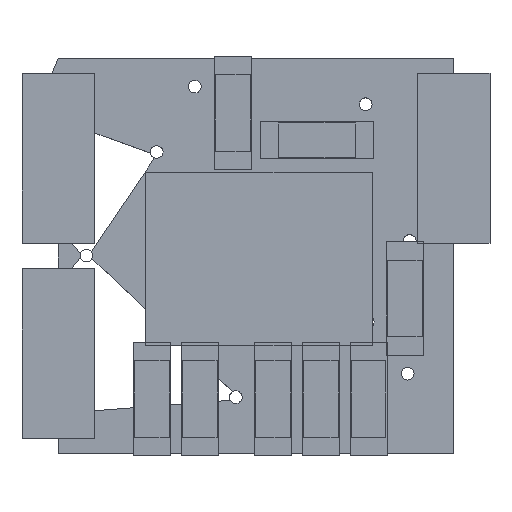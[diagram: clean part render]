
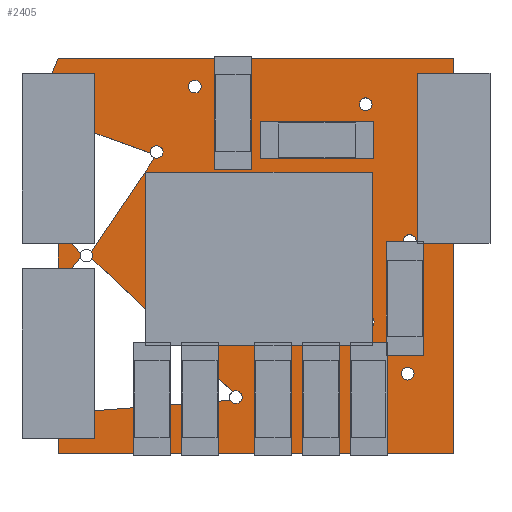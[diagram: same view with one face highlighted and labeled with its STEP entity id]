
A CAD part, top view. The second image highlights one B-rep face of the part: STEP entity #2405.
In plain terms, the highlighted planar face has unit normal (0, 0, 1).
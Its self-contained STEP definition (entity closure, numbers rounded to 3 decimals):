
#256=LINE('',#3756,#508);
#259=LINE('',#3762,#511);
#263=LINE('',#3794,#515);
#264=LINE('',#3796,#516);
#508=VECTOR('',#3122,1.);
#511=VECTOR('',#3127,1.);
#515=VECTOR('',#3159,1.);
#516=VECTOR('',#3162,1.);
#554=FACE_BOUND('',#881,.T.);
#555=FACE_BOUND('',#882,.T.);
#556=FACE_BOUND('',#883,.T.);
#557=FACE_BOUND('',#884,.T.);
#558=FACE_BOUND('',#885,.T.);
#559=FACE_BOUND('',#886,.T.);
#560=FACE_BOUND('',#887,.T.);
#561=FACE_BOUND('',#888,.T.);
#562=FACE_BOUND('',#889,.T.);
#563=FACE_BOUND('',#890,.T.);
#564=FACE_BOUND('',#891,.T.);
#565=FACE_BOUND('',#892,.T.);
#722=FACE_OUTER_BOUND('',#880,.T.);
#880=EDGE_LOOP('',(#1938,#1939,#1940,#1941));
#881=EDGE_LOOP('',(#1942));
#882=EDGE_LOOP('',(#1943));
#883=EDGE_LOOP('',(#1944));
#884=EDGE_LOOP('',(#1945));
#885=EDGE_LOOP('',(#1946));
#886=EDGE_LOOP('',(#1947));
#887=EDGE_LOOP('',(#1948));
#888=EDGE_LOOP('',(#1949));
#889=EDGE_LOOP('',(#1950));
#890=EDGE_LOOP('',(#1951));
#891=EDGE_LOOP('',(#1952));
#892=EDGE_LOOP('',(#1953));
#934=CIRCLE('',#2590,0.165);
#935=CIRCLE('',#2591,0.165);
#936=CIRCLE('',#2592,0.165);
#937=CIRCLE('',#2593,0.165);
#938=CIRCLE('',#2594,0.165);
#939=CIRCLE('',#2595,0.165);
#940=CIRCLE('',#2596,0.165);
#941=CIRCLE('',#2597,0.165);
#942=CIRCLE('',#2598,0.508);
#943=CIRCLE('',#2599,0.508);
#944=CIRCLE('',#2600,0.508);
#945=CIRCLE('',#2601,0.508);
#1111=VERTEX_POINT('',#3750);
#1113=VERTEX_POINT('',#3754);
#1115=VERTEX_POINT('',#3759);
#1129=VERTEX_POINT('',#3792);
#1130=VERTEX_POINT('',#3797);
#1131=VERTEX_POINT('',#3799);
#1132=VERTEX_POINT('',#3801);
#1133=VERTEX_POINT('',#3803);
#1134=VERTEX_POINT('',#3805);
#1135=VERTEX_POINT('',#3807);
#1136=VERTEX_POINT('',#3809);
#1137=VERTEX_POINT('',#3811);
#1138=VERTEX_POINT('',#3813);
#1139=VERTEX_POINT('',#3815);
#1140=VERTEX_POINT('',#3817);
#1141=VERTEX_POINT('',#3819);
#1389=EDGE_CURVE('',#1111,#1113,#256,.T.);
#1392=EDGE_CURVE('',#1115,#1111,#259,.T.);
#1408=EDGE_CURVE('',#1113,#1129,#263,.T.);
#1409=EDGE_CURVE('',#1129,#1115,#264,.T.);
#1410=EDGE_CURVE('',#1130,#1130,#934,.T.);
#1411=EDGE_CURVE('',#1131,#1131,#935,.T.);
#1412=EDGE_CURVE('',#1132,#1132,#936,.T.);
#1413=EDGE_CURVE('',#1133,#1133,#937,.T.);
#1414=EDGE_CURVE('',#1134,#1134,#938,.T.);
#1415=EDGE_CURVE('',#1135,#1135,#939,.T.);
#1416=EDGE_CURVE('',#1136,#1136,#940,.T.);
#1417=EDGE_CURVE('',#1137,#1137,#941,.T.);
#1418=EDGE_CURVE('',#1138,#1138,#942,.T.);
#1419=EDGE_CURVE('',#1139,#1139,#943,.T.);
#1420=EDGE_CURVE('',#1140,#1140,#944,.T.);
#1421=EDGE_CURVE('',#1141,#1141,#945,.T.);
#1938=ORIENTED_EDGE('',*,*,#1389,.T.);
#1939=ORIENTED_EDGE('',*,*,#1408,.T.);
#1940=ORIENTED_EDGE('',*,*,#1409,.T.);
#1941=ORIENTED_EDGE('',*,*,#1392,.T.);
#1942=ORIENTED_EDGE('',*,*,#1410,.F.);
#1943=ORIENTED_EDGE('',*,*,#1411,.F.);
#1944=ORIENTED_EDGE('',*,*,#1412,.F.);
#1945=ORIENTED_EDGE('',*,*,#1413,.F.);
#1946=ORIENTED_EDGE('',*,*,#1414,.F.);
#1947=ORIENTED_EDGE('',*,*,#1415,.F.);
#1948=ORIENTED_EDGE('',*,*,#1416,.F.);
#1949=ORIENTED_EDGE('',*,*,#1417,.F.);
#1950=ORIENTED_EDGE('',*,*,#1418,.F.);
#1951=ORIENTED_EDGE('',*,*,#1419,.F.);
#1952=ORIENTED_EDGE('',*,*,#1420,.F.);
#1953=ORIENTED_EDGE('',*,*,#1421,.F.);
#2110=PLANE('',#2589);
#2405=ADVANCED_FACE('',(#722,#554,#555,#556,#557,#558,#559,#560,#561,#562,
#563,#564,#565),#2110,.F.);
#2589=AXIS2_PLACEMENT_3D('',#3795,#3160,#3161);
#2590=AXIS2_PLACEMENT_3D('',#3798,#3163,#3164);
#2591=AXIS2_PLACEMENT_3D('',#3800,#3165,#3166);
#2592=AXIS2_PLACEMENT_3D('',#3802,#3167,#3168);
#2593=AXIS2_PLACEMENT_3D('',#3804,#3169,#3170);
#2594=AXIS2_PLACEMENT_3D('',#3806,#3171,#3172);
#2595=AXIS2_PLACEMENT_3D('',#3808,#3173,#3174);
#2596=AXIS2_PLACEMENT_3D('',#3810,#3175,#3176);
#2597=AXIS2_PLACEMENT_3D('',#3812,#3177,#3178);
#2598=AXIS2_PLACEMENT_3D('',#3814,#3179,#3180);
#2599=AXIS2_PLACEMENT_3D('',#3816,#3181,#3182);
#2600=AXIS2_PLACEMENT_3D('',#3818,#3183,#3184);
#2601=AXIS2_PLACEMENT_3D('',#3820,#3185,#3186);
#3122=DIRECTION('',(1.,0.,0.));
#3127=DIRECTION('',(0.,-1.,0.));
#3159=DIRECTION('',(0.,1.,0.));
#3160=DIRECTION('center_axis',(0.,0.,-1.));
#3161=DIRECTION('ref_axis',(-1.,0.,0.));
#3162=DIRECTION('',(-1.,0.,0.));
#3163=DIRECTION('center_axis',(0.,0.,1.));
#3164=DIRECTION('ref_axis',(1.,0.,0.));
#3165=DIRECTION('center_axis',(0.,0.,1.));
#3166=DIRECTION('ref_axis',(1.,0.,0.));
#3167=DIRECTION('center_axis',(0.,0.,1.));
#3168=DIRECTION('ref_axis',(1.,0.,0.));
#3169=DIRECTION('center_axis',(0.,0.,1.));
#3170=DIRECTION('ref_axis',(1.,0.,0.));
#3171=DIRECTION('center_axis',(0.,0.,1.));
#3172=DIRECTION('ref_axis',(1.,0.,0.));
#3173=DIRECTION('center_axis',(0.,0.,1.));
#3174=DIRECTION('ref_axis',(1.,0.,0.));
#3175=DIRECTION('center_axis',(0.,0.,1.));
#3176=DIRECTION('ref_axis',(1.,0.,0.));
#3177=DIRECTION('center_axis',(0.,0.,1.));
#3178=DIRECTION('ref_axis',(1.,0.,0.));
#3179=DIRECTION('center_axis',(0.,0.,1.));
#3180=DIRECTION('ref_axis',(1.,0.,0.));
#3181=DIRECTION('center_axis',(0.,0.,1.));
#3182=DIRECTION('ref_axis',(1.,0.,0.));
#3183=DIRECTION('center_axis',(0.,0.,1.));
#3184=DIRECTION('ref_axis',(1.,0.,0.));
#3185=DIRECTION('center_axis',(0.,0.,1.));
#3186=DIRECTION('ref_axis',(1.,0.,0.));
#3750=CARTESIAN_POINT('',(0.,0.,1.572));
#3754=CARTESIAN_POINT('',(10.293,0.,1.572));
#3756=CARTESIAN_POINT('',(0.,0.,1.572));
#3759=CARTESIAN_POINT('',(0.,10.293,1.572));
#3762=CARTESIAN_POINT('',(0.,10.293,1.572));
#3792=CARTESIAN_POINT('',(10.293,10.293,1.572));
#3794=CARTESIAN_POINT('',(10.293,0.,1.572));
#3795=CARTESIAN_POINT('Origin',(0.,0.,1.572));
#3796=CARTESIAN_POINT('',(10.293,10.293,1.572));
#3797=CARTESIAN_POINT('',(9.258,2.083,1.572));
#3798=CARTESIAN_POINT('Origin',(9.093,2.083,1.572));
#3799=CARTESIAN_POINT('',(9.309,5.537,1.572));
#3800=CARTESIAN_POINT('Origin',(9.144,5.537,1.572));
#3801=CARTESIAN_POINT('',(8.166,9.093,1.572));
#3802=CARTESIAN_POINT('Origin',(8.001,9.093,1.572));
#3803=CARTESIAN_POINT('',(3.721,9.55,1.572));
#3804=CARTESIAN_POINT('Origin',(3.556,9.55,1.572));
#3805=CARTESIAN_POINT('',(8.217,3.429,1.572));
#3806=CARTESIAN_POINT('Origin',(8.052,3.429,1.572));
#3807=CARTESIAN_POINT('',(4.788,1.473,1.572));
#3808=CARTESIAN_POINT('Origin',(4.623,1.473,1.572));
#3809=CARTESIAN_POINT('',(2.73,7.849,1.572));
#3810=CARTESIAN_POINT('Origin',(2.565,7.849,1.572));
#3811=CARTESIAN_POINT('',(0.902,5.156,1.572));
#3812=CARTESIAN_POINT('Origin',(0.737,5.156,1.572));
#3813=CARTESIAN_POINT('',(0.508,8.954,1.572));
#3814=CARTESIAN_POINT('Origin',(0.,8.954,1.572));
#3815=CARTESIAN_POINT('',(0.508,6.414,1.572));
#3816=CARTESIAN_POINT('Origin',(0.,6.414,1.572));
#3817=CARTESIAN_POINT('',(0.508,3.874,1.572));
#3818=CARTESIAN_POINT('Origin',(0.,3.874,1.572));
#3819=CARTESIAN_POINT('',(0.508,1.334,1.572));
#3820=CARTESIAN_POINT('Origin',(0.,1.334,1.572));
